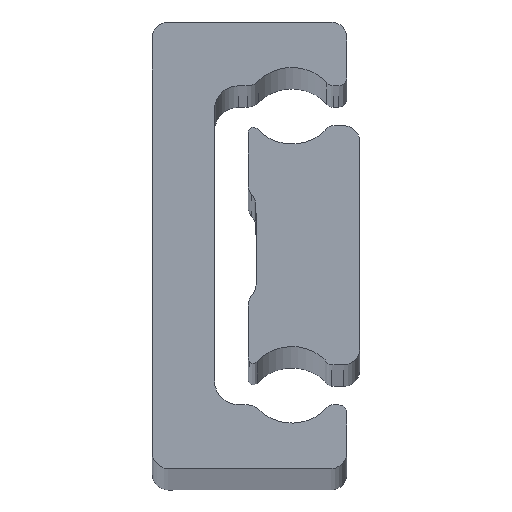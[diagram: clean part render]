
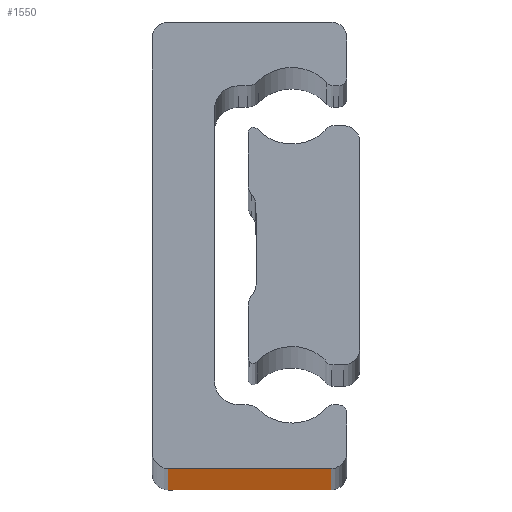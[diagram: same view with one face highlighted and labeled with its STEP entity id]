
A CAD part, top view. The second image highlights one B-rep face of the part: STEP entity #1550.
In plain terms, the highlighted planar face has unit normal (0, -1, 0).
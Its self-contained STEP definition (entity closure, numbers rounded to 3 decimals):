
#114 = EDGE_CURVE ( 'NONE', #330, #1025, #2065, .T. ) ;
#233 = PLANE ( 'NONE',  #703 ) ;
#330 = VERTEX_POINT ( 'NONE', #3712 ) ;
#380 = VECTOR ( 'NONE', #2829, 1000. ) ;
#406 = ORIENTED_EDGE ( 'NONE', *, *, #516, .T. ) ;
#516 = EDGE_CURVE ( 'NONE', #1009, #2217, #856, .T. ) ;
#703 = AXIS2_PLACEMENT_3D ( 'NONE', #953, #2365, #4169 ) ;
#735 = ORIENTED_EDGE ( 'NONE', *, *, #940, .T. ) ;
#837 = VECTOR ( 'NONE', #3522, 1000. ) ;
#856 = LINE ( 'NONE', #1450, #3716 ) ;
#940 = EDGE_CURVE ( 'NONE', #2217, #1025, #1337, .T. ) ;
#953 = CARTESIAN_POINT ( 'NONE',  ( 1., -14., -770. ) ) ;
#1009 = VERTEX_POINT ( 'NONE', #1086 ) ;
#1025 = VERTEX_POINT ( 'NONE', #2580 ) ;
#1086 = CARTESIAN_POINT ( 'NONE',  ( 1., -14., -770. ) ) ;
#1182 = CARTESIAN_POINT ( 'NONE',  ( 1., -14., -770. ) ) ;
#1223 = EDGE_CURVE ( 'NONE', #1009, #330, #4124, .T. ) ;
#1337 = LINE ( 'NONE', #1383, #837 ) ;
#1383 = CARTESIAN_POINT ( 'NONE',  ( 11.2, -14., -770. ) ) ;
#1450 = CARTESIAN_POINT ( 'NONE',  ( 1., -14., -770. ) ) ;
#1545 = ORIENTED_EDGE ( 'NONE', *, *, #1223, .F. ) ;
#1550 = ADVANCED_FACE ( 'NONE', ( #1996 ), #233, .T. ) ;
#1996 = FACE_OUTER_BOUND ( 'NONE', #2564, .T. ) ;
#2065 = LINE ( 'NONE', #3546, #380 ) ;
#2217 = VERTEX_POINT ( 'NONE', #2573 ) ;
#2365 = DIRECTION ( 'NONE',  ( 0., -1., 0. ) ) ;
#2368 = ORIENTED_EDGE ( 'NONE', *, *, #114, .F. ) ;
#2564 = EDGE_LOOP ( 'NONE', ( #2368, #1545, #406, #735 ) ) ;
#2573 = CARTESIAN_POINT ( 'NONE',  ( 11.2, -14., -770. ) ) ;
#2574 = DIRECTION ( 'NONE',  ( 1., 0., 0. ) ) ;
#2580 = CARTESIAN_POINT ( 'NONE',  ( 11.2, -14., 0. ) ) ;
#2829 = DIRECTION ( 'NONE',  ( 1., 0., 0. ) ) ;
#3522 = DIRECTION ( 'NONE',  ( 0., 0., 1. ) ) ;
#3546 = CARTESIAN_POINT ( 'NONE',  ( 1., -14., 0. ) ) ;
#3569 = VECTOR ( 'NONE', #3693, 1000. ) ;
#3693 = DIRECTION ( 'NONE',  ( 0., 0., 1. ) ) ;
#3712 = CARTESIAN_POINT ( 'NONE',  ( 1., -14., 0. ) ) ;
#3716 = VECTOR ( 'NONE', #2574, 1000. ) ;
#4124 = LINE ( 'NONE', #1182, #3569 ) ;
#4169 = DIRECTION ( 'NONE',  ( 1., 0., 0. ) ) ;
